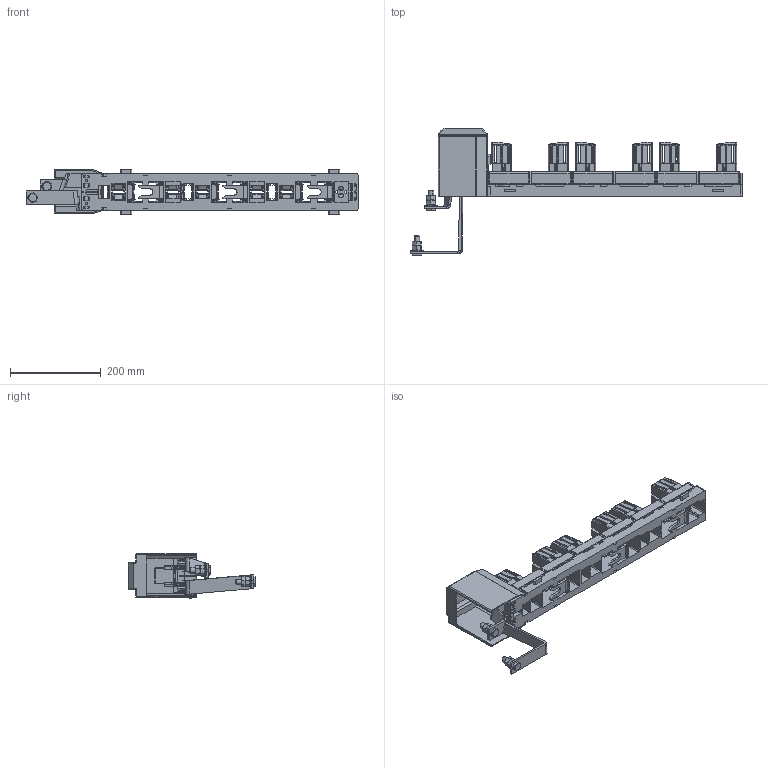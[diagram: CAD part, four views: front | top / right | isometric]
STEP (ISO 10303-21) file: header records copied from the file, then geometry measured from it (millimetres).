
FILE_DESCRIPTION (( 'STEP AP203' ), '1' );
FILE_NAME ('ÏÄÏ 3-T 630A Ó.STEP', '2022-10-17T19:33:14', ( '' ), ( '' ), 'SwSTEP 2.0', 'SolidWorks 2018', '' );
FILE_SCHEMA (( 'CONFIG_CONTROL_DESIGN' ));
Products named in the file (1): ﾏﾄﾏ3-T630A ﾓ
Bounding box: 729.9 x 281.1 x 99 mm (x, y, z)
Surface area: 611412.1 mm2 (no closed solid volume)
Topology: 0 solids, 83 shells, 2063 faces, 7278 edges, 5013 vertices
Faces by surface type: plane 1366, cylinder 487, torus 88, sphere 60, cone 32, bspline 30
Entity records: 77849 total; most frequent: CARTESIAN_POINT 17455, DIRECTION 11959, ORIENTED_EDGE 11745, EDGE_CURVE 7230, LINE 5677, VECTOR 5677, VERTEX_POINT 5013, AXIS2_PLACEMENT_3D 3141
